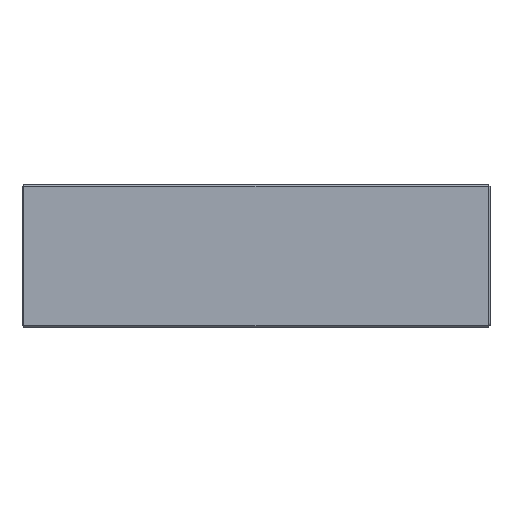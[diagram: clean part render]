
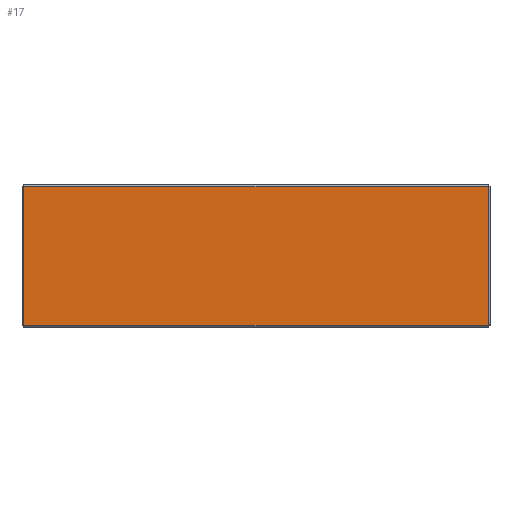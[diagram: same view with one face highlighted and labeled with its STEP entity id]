
A CAD part, top view. The second image highlights one B-rep face of the part: STEP entity #17.
In plain terms, the highlighted planar face has unit normal (0, 0, 1).
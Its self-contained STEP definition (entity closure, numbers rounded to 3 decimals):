
#17 = ADVANCED_FACE ( 'NONE', ( #907 ), #213, .T. ) ;
#23 = AXIS2_PLACEMENT_3D ( 'NONE', #477, #1648, #220 ) ;
#84 = LINE ( 'NONE', #160, #982 ) ;
#143 = ORIENTED_EDGE ( 'NONE', *, *, #1456, .T. ) ;
#160 = CARTESIAN_POINT ( 'NONE',  ( -453., -134.5, 0. ) ) ;
#210 = ORIENTED_EDGE ( 'NONE', *, *, #586, .T. ) ;
#213 = PLANE ( 'NONE',  #23 ) ;
#220 = DIRECTION ( 'NONE',  ( 1., 0., 0. ) ) ;
#319 = LINE ( 'NONE', #1545, #1366 ) ;
#376 = DIRECTION ( 'NONE',  ( 0., 1., 0. ) ) ;
#477 = CARTESIAN_POINT ( 'NONE',  ( 0., 0., 0. ) ) ;
#566 = DIRECTION ( 'NONE',  ( 1., 0., 0. ) ) ;
#586 = EDGE_CURVE ( 'NONE', #1559, #1157, #1133, .T. ) ;
#595 = VERTEX_POINT ( 'NONE', #1170 ) ;
#645 = VECTOR ( 'NONE', #932, 1000. ) ;
#757 = DIRECTION ( 'NONE',  ( 0., -1., 0. ) ) ;
#787 = EDGE_CURVE ( 'NONE', #1559, #1556, #319, .T. ) ;
#838 = EDGE_CURVE ( 'NONE', #595, #1157, #1544, .T. ) ;
#907 = FACE_OUTER_BOUND ( 'NONE', #1202, .T. ) ;
#932 = DIRECTION ( 'NONE',  ( -1., 0., 0. ) ) ;
#977 = ORIENTED_EDGE ( 'NONE', *, *, #838, .F. ) ;
#982 = VECTOR ( 'NONE', #566, 1000. ) ;
#1001 = CARTESIAN_POINT ( 'NONE',  ( -450., 134.5, 0. ) ) ;
#1038 = CARTESIAN_POINT ( 'NONE',  ( -453., 134.5, 0. ) ) ;
#1133 = LINE ( 'NONE', #1038, #645 ) ;
#1157 = VERTEX_POINT ( 'NONE', #1001 ) ;
#1170 = CARTESIAN_POINT ( 'NONE',  ( -450., -134.5, 0. ) ) ;
#1202 = EDGE_LOOP ( 'NONE', ( #210, #977, #143, #1294 ) ) ;
#1263 = CARTESIAN_POINT ( 'NONE',  ( -450., -134.5, 0. ) ) ;
#1290 = CARTESIAN_POINT ( 'NONE',  ( 450., -134.5, 0. ) ) ;
#1294 = ORIENTED_EDGE ( 'NONE', *, *, #787, .F. ) ;
#1366 = VECTOR ( 'NONE', #757, 1000. ) ;
#1456 = EDGE_CURVE ( 'NONE', #595, #1556, #84, .T. ) ;
#1483 = VECTOR ( 'NONE', #376, 1000. ) ;
#1544 = LINE ( 'NONE', #1263, #1483 ) ;
#1545 = CARTESIAN_POINT ( 'NONE',  ( 450., 134.5, 0. ) ) ;
#1552 = CARTESIAN_POINT ( 'NONE',  ( 450., 134.5, 0. ) ) ;
#1556 = VERTEX_POINT ( 'NONE', #1290 ) ;
#1559 = VERTEX_POINT ( 'NONE', #1552 ) ;
#1648 = DIRECTION ( 'NONE',  ( 0., 0., 1. ) ) ;
